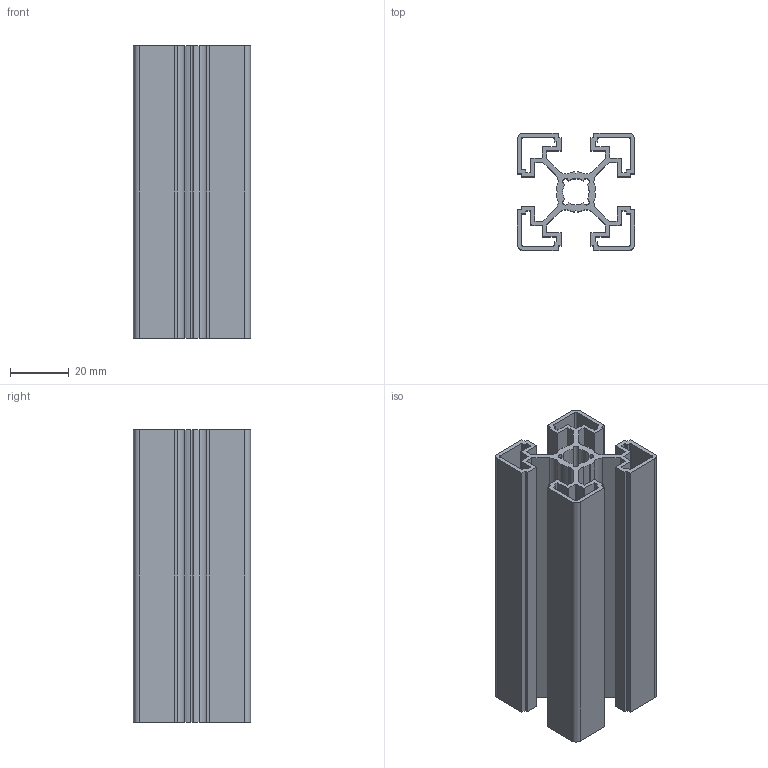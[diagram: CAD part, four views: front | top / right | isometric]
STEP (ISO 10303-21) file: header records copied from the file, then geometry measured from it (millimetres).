
FILE_DESCRIPTION (( 'STEP AP203' ), '1' );
FILE_NAME ('40 x 40 L SÝGMA PROFÝL.STEP', '2013-07-30T08:19:16', ( '' ), ( '' ), 'SwSTEP 2.0', 'SolidWorks 2013', '' );
FILE_SCHEMA (( 'CONFIG_CONTROL_DESIGN' ));
Length unit declared in the file: millimetre
Products named in the file (1): 40 x 40 L SÝGMA PROFÝL
Bounding box: 40 x 40 x 100 mm (x, y, z)
Volume: 43317.8 mm3; surface area: 55805.9 mm2
Topology: 1 solids, 1 shells, 203 faces, 603 edges, 402 vertices
Faces by surface type: plane 122, cylinder 81
Entity records: 6916 total; most frequent: CARTESIAN_POINT 1209, ORIENTED_EDGE 1206, DIRECTION 1173, EDGE_CURVE 603, LINE 441, VECTOR 441, VERTEX_POINT 402, AXIS2_PLACEMENT_3D 366
